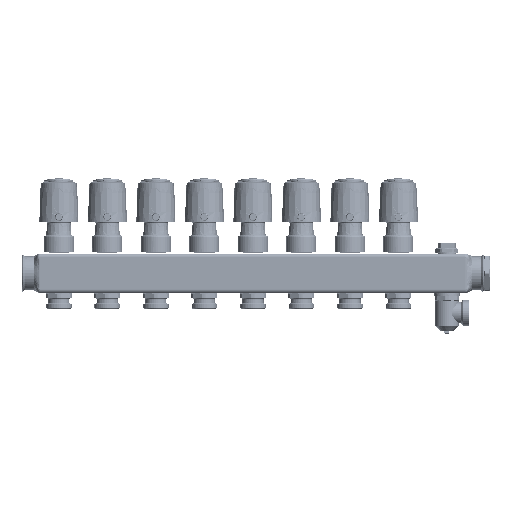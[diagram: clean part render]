
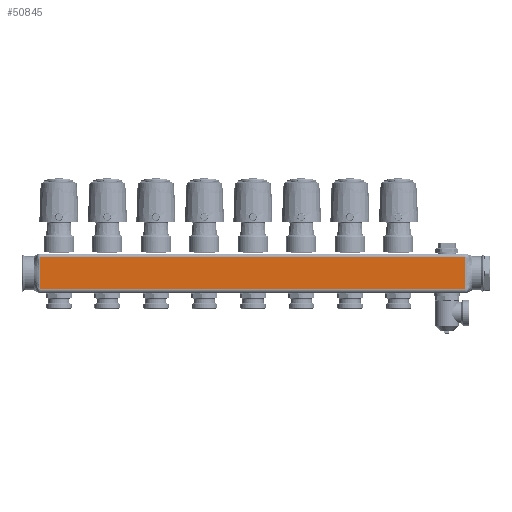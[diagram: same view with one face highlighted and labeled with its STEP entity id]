
A CAD part, top view. The second image highlights one B-rep face of the part: STEP entity #50845.
In plain terms, the highlighted planar face has unit normal (0, 0, 1).
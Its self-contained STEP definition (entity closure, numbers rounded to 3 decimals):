
#33383=DIRECTION('',(-1.,0.,0.));
#33384=VECTOR('',#33383,438.);
#33385=CARTESIAN_POINT('',(419.,-16.302,
20.5));
#33386=LINE('',#33385,#33384);
#33387=CARTESIAN_POINT('',(-19.,-16.302,
20.5));
#33388=CARTESIAN_POINT('',(-19.,-16.294,
20.5));
#33389=CARTESIAN_POINT('',(-19.,-16.249,
20.5));
#33390=CARTESIAN_POINT('',(-19.,-16.161,
20.5));
#33391=CARTESIAN_POINT('',(-19.,-16.036,
20.5));
#33392=CARTESIAN_POINT('',(-19.,-15.903,
20.5));
#33393=CARTESIAN_POINT('',(-19.,-15.726,
20.5));
#33394=CARTESIAN_POINT('',(-19.,-15.506,
20.5));
#33395=CARTESIAN_POINT('',(-19.,-15.153,
20.5));
#33396=CARTESIAN_POINT('',(-19.,-14.713,
20.5));
#33397=CARTESIAN_POINT('',(-19.,-14.187,
20.5));
#33398=CARTESIAN_POINT('',(-19.,-13.663,
20.5));
#33399=CARTESIAN_POINT('',(-19.,-12.966,
20.5));
#33400=CARTESIAN_POINT('',(-19.,-11.753,
20.5));
#33401=CARTESIAN_POINT('',(-19.,-10.036,
20.5));
#33402=CARTESIAN_POINT('',(-19.,-7.999,
20.5));
#33403=CARTESIAN_POINT('',(-19.,-5.981,
20.5));
#33404=CARTESIAN_POINT('',(-19.,-3.311,
20.5));
#33405=CARTESIAN_POINT('',(-19.,-0.662,
20.5));
#33406=CARTESIAN_POINT('',(-19.,1.987,
20.5));
#33407=CARTESIAN_POINT('',(-19.,4.643,
20.5));
#33408=CARTESIAN_POINT('',(-19.,7.989,
20.5));
#33409=CARTESIAN_POINT('',(-19.,11.401,
20.5));
#33410=CARTESIAN_POINT('',(-19.,14.183,
20.5));
#33411=CARTESIAN_POINT('',(-19.,15.592,
20.5));
#33412=CARTESIAN_POINT('',(-19.,16.302,
20.5));
#33414=DIRECTION('',(-1.,0.,0.));
#33415=VECTOR('',#33414,438.);
#33416=CARTESIAN_POINT('',(419.,16.302,20.5));
#33417=LINE('',#33416,#33415);
#33418=CARTESIAN_POINT('',(419.,16.302,20.5));
#33639=CARTESIAN_POINT('',(419.,-16.302,
20.5));
#33657=CARTESIAN_POINT('',(419.,-16.302,
20.5));
#33658=CARTESIAN_POINT('',(419.,-16.294,
20.5));
#33659=CARTESIAN_POINT('',(419.,-16.249,
20.5));
#33660=CARTESIAN_POINT('',(419.,-16.161,
20.5));
#33661=CARTESIAN_POINT('',(419.,-16.036,
20.5));
#33662=CARTESIAN_POINT('',(419.,-15.903,
20.5));
#33663=CARTESIAN_POINT('',(419.,-15.726,
20.5));
#33664=CARTESIAN_POINT('',(419.,-15.506,
20.5));
#33665=CARTESIAN_POINT('',(419.,-15.153,
20.5));
#33666=CARTESIAN_POINT('',(419.,-14.713,
20.5));
#33667=CARTESIAN_POINT('',(419.,-14.187,
20.5));
#33668=CARTESIAN_POINT('',(419.,-13.663,
20.5));
#33669=CARTESIAN_POINT('',(419.,-12.966,
20.5));
#33670=CARTESIAN_POINT('',(419.,-11.753,
20.5));
#33671=CARTESIAN_POINT('',(419.,-10.036,
20.5));
#33672=CARTESIAN_POINT('',(419.,-7.999,
20.5));
#33673=CARTESIAN_POINT('',(419.,-5.981,
20.5));
#33674=CARTESIAN_POINT('',(419.,-3.311,
20.5));
#33675=CARTESIAN_POINT('',(419.,-0.662,
20.5));
#33676=CARTESIAN_POINT('',(419.,1.987,20.5));
#33677=CARTESIAN_POINT('',(419.,4.643,20.5));
#33678=CARTESIAN_POINT('',(419.,7.989,20.5));
#33679=CARTESIAN_POINT('',(419.,11.401,20.5));
#33680=CARTESIAN_POINT('',(419.,14.183,20.5));
#33681=CARTESIAN_POINT('',(419.,15.592,20.5));
#33682=CARTESIAN_POINT('',(419.,16.302,20.5));
#36072=CARTESIAN_POINT('',(-19.,16.302,
20.5));
#50046=VERTEX_POINT('',#36072);
#50047=VERTEX_POINT('',#33418);
#50066=VERTEX_POINT('',#33639);
#50068=CARTESIAN_POINT('',(-19.,-16.302,
20.5));
#50069=VERTEX_POINT('',#50068);
#50831=CARTESIAN_POINT('',(25.,16.302,20.5));
#50832=DIRECTION('',(0.,0.,1.));
#50833=DIRECTION('',(0.,-1.,0.));
#50834=AXIS2_PLACEMENT_3D('',#50831,#50832,#50833);
#50835=PLANE('',#50834);
#50837=ORIENTED_EDGE('',*,*,#50836,.F.);
#50839=ORIENTED_EDGE('',*,*,#50838,.F.);
#50840=ORIENTED_EDGE('',*,*,#50821,.T.);
#50842=ORIENTED_EDGE('',*,*,#50841,.T.);
#50843=EDGE_LOOP('',(#50837,#50839,#50840,#50842));
#50844=FACE_OUTER_BOUND('',#50843,.F.);
#50845=ADVANCED_FACE('',(#50844),#50835,.T.);
#33413=B_SPLINE_CURVE_WITH_KNOTS('',3,(#33387,#33388,#33389,#33390,#33391,
#33392,#33393,#33394,#33395,#33396,#33397,#33398,#33399,#33400,#33401,#33402,
#33403,#33404,#33405,#33406,#33407,#33408,#33409,#33410,#33411,#33412),
.UNSPECIFIED.,.F.,.F.,(4,1,1,1,1,1,1,1,1,1,1,1,1,1,1,1,1,1,1,1,1,1,1,4),(0.,
0.001,0.004,0.008,0.012,
0.016,0.023,0.031,0.047,
0.063,0.078,0.094,0.125,
0.188,0.25,0.313,0.375,
0.5,0.563,0.625,0.75,
0.875,0.937,1.),.UNSPECIFIED.);
#33683=B_SPLINE_CURVE_WITH_KNOTS('',3,(#33657,#33658,#33659,#33660,#33661,
#33662,#33663,#33664,#33665,#33666,#33667,#33668,#33669,#33670,#33671,#33672,
#33673,#33674,#33675,#33676,#33677,#33678,#33679,#33680,#33681,#33682),
.UNSPECIFIED.,.F.,.F.,(4,1,1,1,1,1,1,1,1,1,1,1,1,1,1,1,1,1,1,1,1,1,1,4),(0.,
0.001,0.004,0.008,0.012,
0.016,0.023,0.031,0.047,
0.063,0.078,0.094,0.125,
0.188,0.25,0.313,0.375,
0.5,0.563,0.625,0.75,
0.875,0.937,1.),.UNSPECIFIED.);
#50821=EDGE_CURVE('',#50066,#50069,#33386,.T.);
#50836=EDGE_CURVE('',#50047,#50046,#33417,.T.);
#50838=EDGE_CURVE('',#50066,#50047,#33683,.T.);
#50841=EDGE_CURVE('',#50069,#50046,#33413,.T.);
